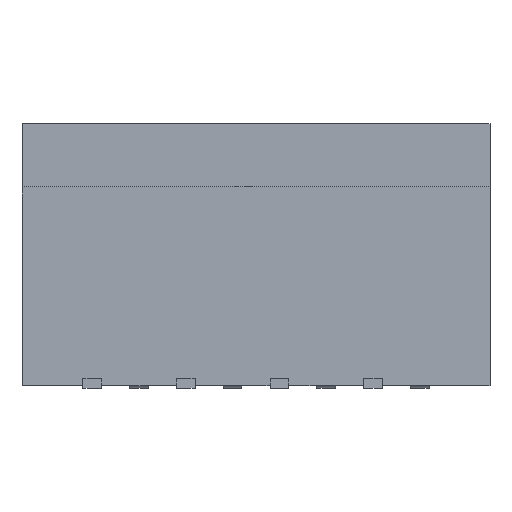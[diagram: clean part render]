
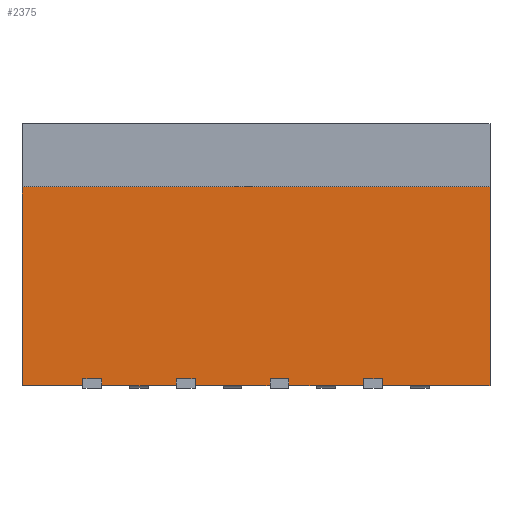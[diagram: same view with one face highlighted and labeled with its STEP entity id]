
A CAD part, front view. The second image highlights one B-rep face of the part: STEP entity #2375.
In plain terms, the highlighted planar face has unit normal (0, -1, 0).
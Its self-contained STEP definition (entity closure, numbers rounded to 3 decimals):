
#120=DIRECTION('',(0.,0.,1.));
#121=VECTOR('',#120,0.15);
#122=CARTESIAN_POINT('',(2.3,-1.5,-5.6));
#123=LINE('',#122,#121);
#124=DIRECTION('',(0.,0.,1.));
#125=VECTOR('',#124,0.15);
#126=CARTESIAN_POINT('',(0.7,-1.5,-5.6));
#127=LINE('',#126,#125);
#128=DIRECTION('',(1.,0.,0.));
#129=VECTOR('',#128,0.4);
#130=CARTESIAN_POINT('',(0.3,-1.5,-5.45));
#131=LINE('',#130,#129);
#132=DIRECTION('',(0.,0.,1.));
#133=VECTOR('',#132,0.15);
#134=CARTESIAN_POINT('',(0.3,-1.5,-5.6));
#135=LINE('',#134,#133);
#136=DIRECTION('',(0.,0.,1.));
#137=VECTOR('',#136,0.15);
#138=CARTESIAN_POINT('',(-1.3,-1.5,-5.6));
#139=LINE('',#138,#137);
#140=DIRECTION('',(1.,0.,0.));
#141=VECTOR('',#140,0.4);
#142=CARTESIAN_POINT('',(-1.7,-1.5,-5.45));
#143=LINE('',#142,#141);
#144=DIRECTION('',(0.,0.,1.));
#145=VECTOR('',#144,0.15);
#146=CARTESIAN_POINT('',(-1.7,-1.5,-5.6));
#147=LINE('',#146,#145);
#148=DIRECTION('',(0.,0.,1.));
#149=VECTOR('',#148,0.15);
#150=CARTESIAN_POINT('',(-3.3,-1.5,-5.6));
#151=LINE('',#150,#149);
#152=DIRECTION('',(1.,0.,0.));
#153=VECTOR('',#152,0.4);
#154=CARTESIAN_POINT('',(-3.7,-1.5,-5.45));
#155=LINE('',#154,#153);
#156=DIRECTION('',(0.,0.,1.));
#157=VECTOR('',#156,0.15);
#158=CARTESIAN_POINT('',(-3.7,-1.5,-5.6));
#159=LINE('',#158,#157);
#160=DIRECTION('',(0.,0.,1.));
#161=VECTOR('',#160,4.25);
#162=CARTESIAN_POINT('',(-5.,-1.5,-5.6));
#163=LINE('',#162,#161);
#164=DIRECTION('',(1.,0.,0.));
#165=VECTOR('',#164,10.);
#166=CARTESIAN_POINT('',(-5.,-1.5,-1.35));
#167=LINE('',#166,#165);
#168=DIRECTION('',(0.,0.,1.));
#169=VECTOR('',#168,0.15);
#170=CARTESIAN_POINT('',(2.7,-1.5,-5.6));
#171=LINE('',#170,#169);
#172=DIRECTION('',(1.,0.,0.));
#173=VECTOR('',#172,0.4);
#174=CARTESIAN_POINT('',(2.3,-1.5,-5.45));
#175=LINE('',#174,#173);
#274=DIRECTION('',(-1.,0.,0.));
#275=VECTOR('',#274,1.3);
#276=CARTESIAN_POINT('',(-3.7,-1.5,-5.6));
#277=LINE('',#276,#275);
#290=DIRECTION('',(-1.,0.,0.));
#291=VECTOR('',#290,1.6);
#292=CARTESIAN_POINT('',(-1.7,-1.5,-5.6));
#293=LINE('',#292,#291);
#306=DIRECTION('',(-1.,0.,0.));
#307=VECTOR('',#306,1.6);
#308=CARTESIAN_POINT('',(0.3,-1.5,-5.6));
#309=LINE('',#308,#307);
#322=DIRECTION('',(-1.,0.,0.));
#323=VECTOR('',#322,1.6);
#324=CARTESIAN_POINT('',(2.3,-1.5,-5.6));
#325=LINE('',#324,#323);
#338=DIRECTION('',(-1.,0.,0.));
#339=VECTOR('',#338,2.3);
#340=CARTESIAN_POINT('',(5.,-1.5,-5.6));
#341=LINE('',#340,#339);
#456=DIRECTION('',(0.,0.,1.));
#457=VECTOR('',#456,4.25);
#458=CARTESIAN_POINT('',(5.,-1.5,-5.6));
#459=LINE('',#458,#457);
#1742=CARTESIAN_POINT('',(-5.,-1.5,-5.6));
#1743=VERTEX_POINT('',#1742);
#1745=CARTESIAN_POINT('',(5.,-1.5,-5.6));
#1747=VERTEX_POINT('',#1745);
#1748=CARTESIAN_POINT('',(-5.,-1.5,-1.35));
#1749=VERTEX_POINT('',#1748);
#1750=CARTESIAN_POINT('',(5.,-1.5,-1.35));
#1751=VERTEX_POINT('',#1750);
#1836=CARTESIAN_POINT('',(-3.7,-1.5,-5.6));
#1838=VERTEX_POINT('',#1836);
#1840=CARTESIAN_POINT('',(-3.3,-1.5,-5.6));
#1842=VERTEX_POINT('',#1840);
#1844=CARTESIAN_POINT('',(-3.7,-1.5,-5.45));
#1845=VERTEX_POINT('',#1844);
#1846=CARTESIAN_POINT('',(-3.3,-1.5,-5.45));
#1847=VERTEX_POINT('',#1846);
#1956=CARTESIAN_POINT('',(-1.7,-1.5,-5.45));
#1957=VERTEX_POINT('',#1956);
#1960=CARTESIAN_POINT('',(-1.3,-1.5,-5.45));
#1961=VERTEX_POINT('',#1960);
#1964=CARTESIAN_POINT('',(-1.7,-1.5,-5.6));
#1965=VERTEX_POINT('',#1964);
#1966=CARTESIAN_POINT('',(-1.3,-1.5,-5.6));
#1967=VERTEX_POINT('',#1966);
#2076=CARTESIAN_POINT('',(0.3,-1.5,-5.45));
#2077=VERTEX_POINT('',#2076);
#2080=CARTESIAN_POINT('',(0.7,-1.5,-5.45));
#2081=VERTEX_POINT('',#2080);
#2132=CARTESIAN_POINT('',(2.3,-1.5,-5.45));
#2133=VERTEX_POINT('',#2132);
#2136=CARTESIAN_POINT('',(2.7,-1.5,-5.45));
#2137=VERTEX_POINT('',#2136);
#2140=CARTESIAN_POINT('',(0.3,-1.5,-5.6));
#2141=VERTEX_POINT('',#2140);
#2142=CARTESIAN_POINT('',(0.7,-1.5,-5.6));
#2143=VERTEX_POINT('',#2142);
#2144=CARTESIAN_POINT('',(2.3,-1.5,-5.6));
#2145=VERTEX_POINT('',#2144);
#2146=CARTESIAN_POINT('',(2.7,-1.5,-5.6));
#2147=VERTEX_POINT('',#2146);
#2329=CARTESIAN_POINT('',(-5.,-1.5,0.));
#2330=DIRECTION('',(0.,-1.,0.));
#2331=DIRECTION('',(1.,0.,0.));
#2332=AXIS2_PLACEMENT_3D('',#2329,#2330,#2331);
#2333=PLANE('',#2332);
#2335=ORIENTED_EDGE('',*,*,#2334,.F.);
#2337=ORIENTED_EDGE('',*,*,#2336,.T.);
#2339=ORIENTED_EDGE('',*,*,#2338,.T.);
#2341=ORIENTED_EDGE('',*,*,#2340,.F.);
#2343=ORIENTED_EDGE('',*,*,#2342,.F.);
#2345=ORIENTED_EDGE('',*,*,#2344,.T.);
#2347=ORIENTED_EDGE('',*,*,#2346,.T.);
#2349=ORIENTED_EDGE('',*,*,#2348,.F.);
#2351=ORIENTED_EDGE('',*,*,#2350,.F.);
#2353=ORIENTED_EDGE('',*,*,#2352,.T.);
#2355=ORIENTED_EDGE('',*,*,#2354,.T.);
#2357=ORIENTED_EDGE('',*,*,#2356,.F.);
#2359=ORIENTED_EDGE('',*,*,#2358,.F.);
#2361=ORIENTED_EDGE('',*,*,#2360,.T.);
#2362=ORIENTED_EDGE('',*,*,#2316,.T.);
#2364=ORIENTED_EDGE('',*,*,#2363,.T.);
#2366=ORIENTED_EDGE('',*,*,#2365,.F.);
#2368=ORIENTED_EDGE('',*,*,#2367,.T.);
#2370=ORIENTED_EDGE('',*,*,#2369,.T.);
#2372=ORIENTED_EDGE('',*,*,#2371,.F.);
#2373=EDGE_LOOP('',(#2335,#2337,#2339,#2341,#2343,#2345,#2347,#2349,#2351,#2353,
#2355,#2357,#2359,#2361,#2362,#2364,#2366,#2368,#2370,#2372));
#2374=FACE_OUTER_BOUND('',#2373,.F.);
#2375=ADVANCED_FACE('',(#2374),#2333,.T.);
#2316=EDGE_CURVE('',#1743,#1749,#163,.T.);
#2334=EDGE_CURVE('',#2145,#2133,#123,.T.);
#2336=EDGE_CURVE('',#2145,#2143,#325,.T.);
#2338=EDGE_CURVE('',#2143,#2081,#127,.T.);
#2340=EDGE_CURVE('',#2077,#2081,#131,.T.);
#2342=EDGE_CURVE('',#2141,#2077,#135,.T.);
#2344=EDGE_CURVE('',#2141,#1967,#309,.T.);
#2346=EDGE_CURVE('',#1967,#1961,#139,.T.);
#2348=EDGE_CURVE('',#1957,#1961,#143,.T.);
#2350=EDGE_CURVE('',#1965,#1957,#147,.T.);
#2352=EDGE_CURVE('',#1965,#1842,#293,.T.);
#2354=EDGE_CURVE('',#1842,#1847,#151,.T.);
#2356=EDGE_CURVE('',#1845,#1847,#155,.T.);
#2358=EDGE_CURVE('',#1838,#1845,#159,.T.);
#2360=EDGE_CURVE('',#1838,#1743,#277,.T.);
#2363=EDGE_CURVE('',#1749,#1751,#167,.T.);
#2365=EDGE_CURVE('',#1747,#1751,#459,.T.);
#2367=EDGE_CURVE('',#1747,#2147,#341,.T.);
#2369=EDGE_CURVE('',#2147,#2137,#171,.T.);
#2371=EDGE_CURVE('',#2133,#2137,#175,.T.);
